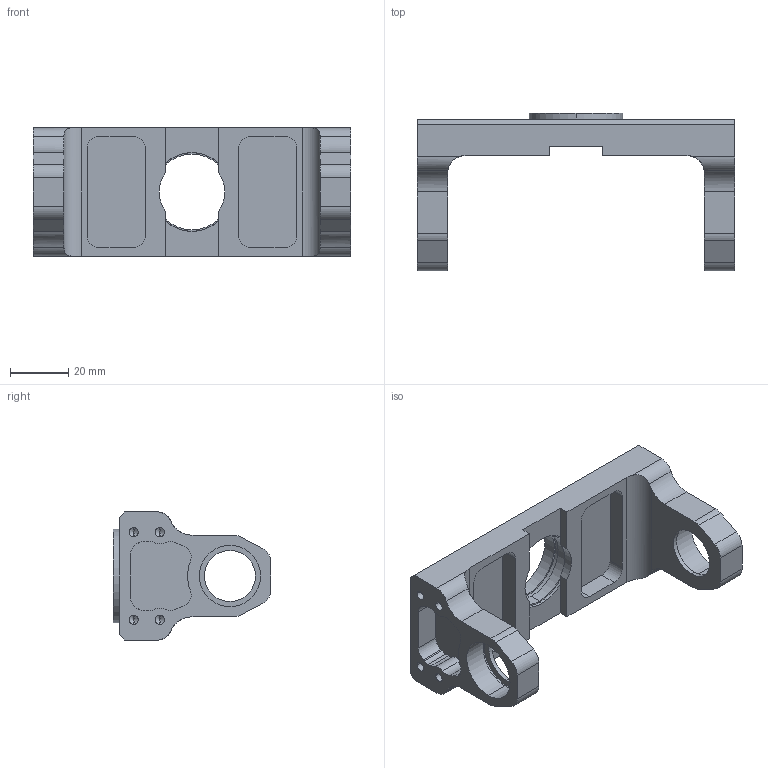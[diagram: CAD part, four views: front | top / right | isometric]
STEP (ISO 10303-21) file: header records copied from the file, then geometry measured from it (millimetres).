
FILE_DESCRIPTION (( 'STEP AP214' ), '1' );
FILE_NAME ('MNP_03.STEP', '2025-03-25T00:10:44', ( '' ), ( '' ), 'SwSTEP 2.0', 'SolidWorks 2024', '' );
FILE_SCHEMA (( 'AUTOMOTIVE_DESIGN' ));
Length unit declared in the file: millimetre
Products named in the file (1): MNP_03
Bounding box: 109 x 54 x 44 mm (x, y, z)
Volume: 52439.7 mm3; surface area: 23192.7 mm2
Topology: 1 solids, 1 shells, 214 faces, 543 edges, 342 vertices
Faces by surface type: cylinder 119, plane 63, cone 32
Entity records: 6492 total; most frequent: DIRECTION 1203, CARTESIAN_POINT 1156, ORIENTED_EDGE 1054, EDGE_CURVE 527, AXIS2_PLACEMENT_3D 469, VERTEX_POINT 342, LINE 265, VECTOR 265
